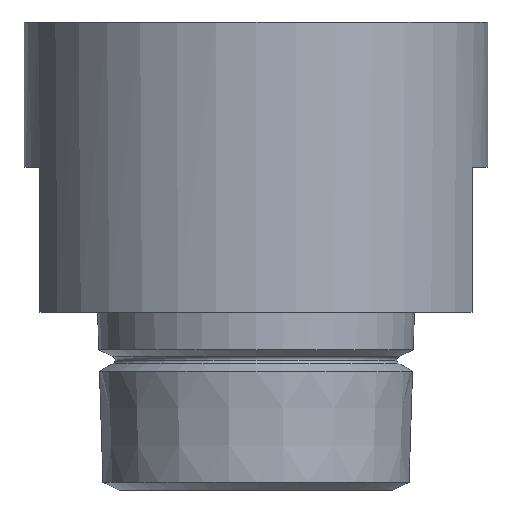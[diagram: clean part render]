
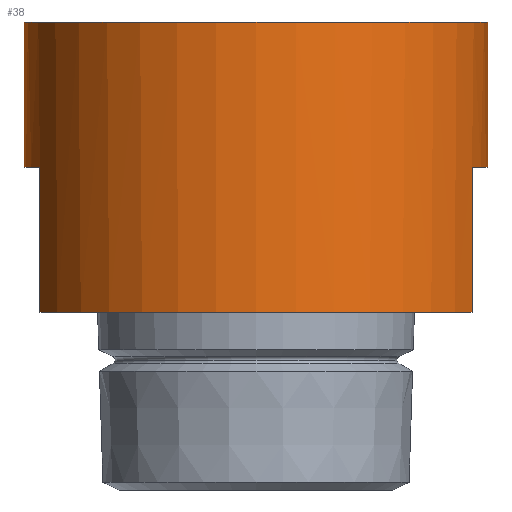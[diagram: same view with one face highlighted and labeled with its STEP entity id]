
A CAD part, front view. The second image highlights one B-rep face of the part: STEP entity #38.
In plain terms, the highlighted cylindrical face has radius 24.75 mm (diameter 49.5 mm), a partial arc.
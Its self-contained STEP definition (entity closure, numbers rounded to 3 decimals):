
#4 = EDGE_CURVE ( 'NONE', #821, #5, #36, .T. ) ;
#5 = VERTEX_POINT ( 'NONE', #31 ) ;
#16 = AXIS2_PLACEMENT_3D ( 'NONE', #142, #157, #156 ) ;
#17 = CIRCLE ( 'NONE', #16, 24.75 ) ;
#28 = EDGE_LOOP ( 'NONE', ( #56, #117, #92, #119, #37, #45, #44, #81 ) ) ;
#31 = CARTESIAN_POINT ( 'NONE',  ( -23.08, -8.938, 9.5 ) ) ;
#32 = DIRECTION ( 'NONE',  ( 1., 0., 0. ) ) ;
#33 = DIRECTION ( 'NONE',  ( 0., 0., 1. ) ) ;
#34 = CARTESIAN_POINT ( 'NONE',  ( 0., 0., 9.5 ) ) ;
#35 = AXIS2_PLACEMENT_3D ( 'NONE', #34, #33, #32 ) ;
#36 = CIRCLE ( 'NONE', #35, 24.75 ) ;
#37 = ORIENTED_EDGE ( 'NONE', *, *, #767, .T. ) ;
#38 = ADVANCED_FACE ( 'NONE', ( #65 ), #64, .T. ) ;
#43 = EDGE_CURVE ( 'NONE', #768, #891, #17, .T. ) ;
#44 = ORIENTED_EDGE ( 'NONE', *, *, #892, .T. ) ;
#45 = ORIENTED_EDGE ( 'NONE', *, *, #43, .T. ) ;
#56 = ORIENTED_EDGE ( 'NONE', *, *, #841, .F. ) ;
#60 = DIRECTION ( 'NONE',  ( 1., 0., 0. ) ) ;
#61 = DIRECTION ( 'NONE',  ( 0., 0., 1. ) ) ;
#62 = CARTESIAN_POINT ( 'NONE',  ( 0., 0., 25. ) ) ;
#63 = AXIS2_PLACEMENT_3D ( 'NONE', #62, #61, #60 ) ;
#64 = CYLINDRICAL_SURFACE ( 'NONE', #63, 24.75 ) ;
#65 = FACE_OUTER_BOUND ( 'NONE', #28, .T. ) ;
#81 = ORIENTED_EDGE ( 'NONE', *, *, #945, .F. ) ;
#92 = ORIENTED_EDGE ( 'NONE', *, *, #93, .F. ) ;
#93 = EDGE_CURVE ( 'NONE', #118, #5, #182, .T. ) ;
#117 = ORIENTED_EDGE ( 'NONE', *, *, #4, .T. ) ;
#118 = VERTEX_POINT ( 'NONE', #226 ) ;
#119 = ORIENTED_EDGE ( 'NONE', *, *, #120, .T. ) ;
#120 = EDGE_CURVE ( 'NONE', #118, #121, #164, .T. ) ;
#121 = VERTEX_POINT ( 'NONE', #210 ) ;
#142 = CARTESIAN_POINT ( 'NONE',  ( 0., 0., 9.5 ) ) ;
#156 = DIRECTION ( 'NONE',  ( 1., 0., 0. ) ) ;
#157 = DIRECTION ( 'NONE',  ( 0., 0., 1. ) ) ;
#160 = DIRECTION ( 'NONE',  ( 1., 0., 0. ) ) ;
#161 = DIRECTION ( 'NONE',  ( 0., 0., 1. ) ) ;
#162 = CARTESIAN_POINT ( 'NONE',  ( 0., 0., -6. ) ) ;
#163 = AXIS2_PLACEMENT_3D ( 'NONE', #162, #161, #160 ) ;
#164 = CIRCLE ( 'NONE', #163, 24.75 ) ;
#179 = DIRECTION ( 'NONE',  ( 0., 0., 1. ) ) ;
#180 = VECTOR ( 'NONE', #179, 1000. ) ;
#181 = CARTESIAN_POINT ( 'NONE',  ( -23.08, -8.938, -25. ) ) ;
#182 = LINE ( 'NONE', #181, #180 ) ;
#210 = CARTESIAN_POINT ( 'NONE',  ( 23.08, -8.938, -6. ) ) ;
#226 = CARTESIAN_POINT ( 'NONE',  ( -23.08, -8.938, -6. ) ) ;
#229 = LINE ( 'NONE', #266, #265 ) ;
#254 = CARTESIAN_POINT ( 'NONE',  ( 23.08, -8.938, 9.5 ) ) ;
#264 = DIRECTION ( 'NONE',  ( 0., 0., 1. ) ) ;
#265 = VECTOR ( 'NONE', #264, 1000. ) ;
#266 = CARTESIAN_POINT ( 'NONE',  ( 23.08, -8.938, -25. ) ) ;
#340 = DIRECTION ( 'NONE',  ( 0., 0., 1. ) ) ;
#341 = VECTOR ( 'NONE', #340, 1000. ) ;
#342 = CARTESIAN_POINT ( 'NONE',  ( -24.75, 0., 25. ) ) ;
#343 = LINE ( 'NONE', #342, #341 ) ;
#346 = CARTESIAN_POINT ( 'NONE',  ( -24.75, 0., 25. ) ) ;
#348 = CARTESIAN_POINT ( 'NONE',  ( -24.75, 0., 9.5 ) ) ;
#490 = DIRECTION ( 'NONE',  ( 0., 0., 1. ) ) ;
#491 = VECTOR ( 'NONE', #490, 1000. ) ;
#492 = CARTESIAN_POINT ( 'NONE',  ( 24.75, 0., 25. ) ) ;
#521 = CARTESIAN_POINT ( 'NONE',  ( 24.75, 0., 9.5 ) ) ;
#522 = CARTESIAN_POINT ( 'NONE',  ( 24.75, 0., 25. ) ) ;
#523 = LINE ( 'NONE', #492, #491 ) ;
#560 = DIRECTION ( 'NONE',  ( 1., 0., 0. ) ) ;
#561 = DIRECTION ( 'NONE',  ( 0., 0., 1. ) ) ;
#562 = CARTESIAN_POINT ( 'NONE',  ( 0., 0., 25. ) ) ;
#563 = AXIS2_PLACEMENT_3D ( 'NONE', #562, #561, #560 ) ;
#564 = CIRCLE ( 'NONE', #563, 24.75 ) ;
#767 = EDGE_CURVE ( 'NONE', #121, #768, #229, .T. ) ;
#768 = VERTEX_POINT ( 'NONE', #254 ) ;
#819 = VERTEX_POINT ( 'NONE', #346 ) ;
#821 = VERTEX_POINT ( 'NONE', #348 ) ;
#841 = EDGE_CURVE ( 'NONE', #821, #819, #343, .T. ) ;
#889 = VERTEX_POINT ( 'NONE', #522 ) ;
#891 = VERTEX_POINT ( 'NONE', #521 ) ;
#892 = EDGE_CURVE ( 'NONE', #891, #889, #523, .T. ) ;
#945 = EDGE_CURVE ( 'NONE', #819, #889, #564, .T. ) ;
